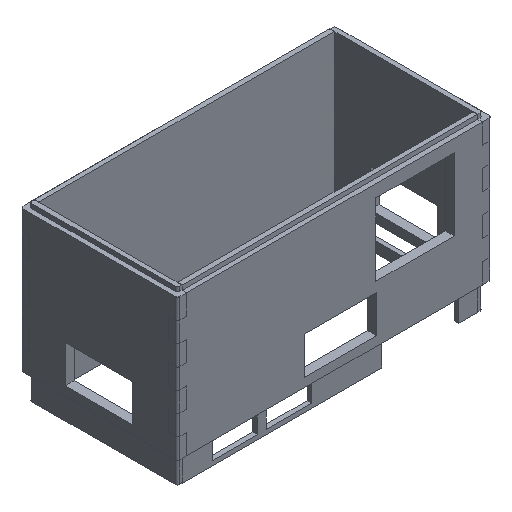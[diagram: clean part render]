
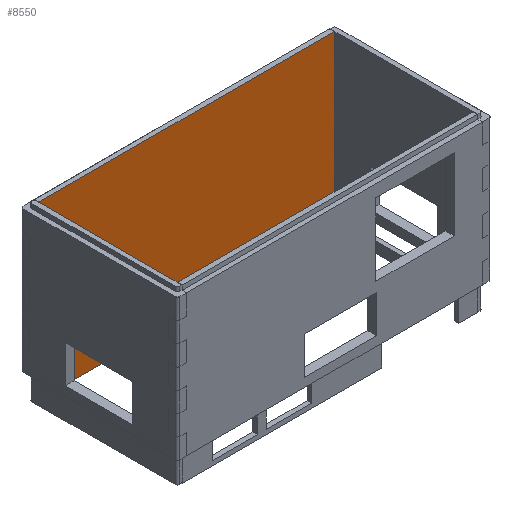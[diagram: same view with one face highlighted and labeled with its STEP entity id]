
A CAD part, isometric view. The second image highlights one B-rep face of the part: STEP entity #8550.
In plain terms, the highlighted planar face has unit normal (0, -1, 0).
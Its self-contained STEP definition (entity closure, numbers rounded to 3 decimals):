
#765=FACE_OUTER_BOUND('',#1216,.T.);
#1216=EDGE_LOOP('',(#6594,#6595,#6596,#6597,#6598,#6599,#6600,#6601,#6602,
#6603,#6604,#6605,#6606,#6607,#6608,#6609,#6610,#6611,#6612,#6613,#6614,
#6615,#6616,#6617,#6618,#6619,#6620,#6621));
#1731=LINE('',#12942,#2674);
#1737=LINE('',#12955,#2680);
#1741=LINE('',#12964,#2684);
#1747=LINE('',#12979,#2690);
#1750=LINE('',#12987,#2693);
#1753=LINE('',#12995,#2696);
#1756=LINE('',#13003,#2699);
#1759=LINE('',#13011,#2702);
#1762=LINE('',#13019,#2705);
#1764=LINE('',#13023,#2707);
#1820=LINE('',#13344,#2763);
#1821=LINE('',#13346,#2764);
#1822=LINE('',#13348,#2765);
#1827=LINE('',#13359,#2770);
#1829=LINE('',#13364,#2772);
#1832=LINE('',#13370,#2775);
#1835=LINE('',#13375,#2778);
#1837=LINE('',#13380,#2780);
#1842=LINE('',#13391,#2785);
#1844=LINE('',#13397,#2787);
#1846=LINE('',#13403,#2789);
#1849=LINE('',#13410,#2792);
#1851=LINE('',#13416,#2794);
#1853=LINE('',#13422,#2796);
#1856=LINE('',#13428,#2799);
#1859=LINE('',#13434,#2802);
#1860=LINE('',#13436,#2803);
#1861=LINE('',#13438,#2804);
#2674=VECTOR('',#9881,10.);
#2680=VECTOR('',#9889,10.);
#2684=VECTOR('',#9895,10.);
#2690=VECTOR('',#9905,10.);
#2693=VECTOR('',#9912,10.);
#2696=VECTOR('',#9919,10.);
#2699=VECTOR('',#9926,10.);
#2702=VECTOR('',#9933,10.);
#2705=VECTOR('',#9940,10.);
#2707=VECTOR('',#9944,10.);
#2763=VECTOR('',#10048,10.);
#2764=VECTOR('',#10051,10.);
#2765=VECTOR('',#10054,10.);
#2770=VECTOR('',#10065,10.);
#2772=VECTOR('',#10069,10.);
#2775=VECTOR('',#10074,10.);
#2778=VECTOR('',#10079,10.);
#2780=VECTOR('',#10083,10.);
#2785=VECTOR('',#10092,10.);
#2787=VECTOR('',#10098,10.);
#2789=VECTOR('',#10104,10.);
#2792=VECTOR('',#10111,10.);
#2794=VECTOR('',#10117,10.);
#2796=VECTOR('',#10123,10.);
#2799=VECTOR('',#10132,10.);
#2802=VECTOR('',#10141,10.);
#2803=VECTOR('',#10144,10.);
#2804=VECTOR('',#10147,10.);
#3644=VERTEX_POINT('',#12940);
#3645=VERTEX_POINT('',#12941);
#3650=VERTEX_POINT('',#12953);
#3651=VERTEX_POINT('',#12954);
#3654=VERTEX_POINT('',#12962);
#3655=VERTEX_POINT('',#12963);
#3661=VERTEX_POINT('',#12976);
#3662=VERTEX_POINT('',#12978);
#3665=VERTEX_POINT('',#12986);
#3668=VERTEX_POINT('',#12994);
#3671=VERTEX_POINT('',#13001);
#3674=VERTEX_POINT('',#13009);
#3677=VERTEX_POINT('',#13017);
#3678=VERTEX_POINT('',#13022);
#3782=VERTEX_POINT('',#13358);
#3783=VERTEX_POINT('',#13362);
#3784=VERTEX_POINT('',#13363);
#3785=VERTEX_POINT('',#13368);
#3786=VERTEX_POINT('',#13369);
#3787=VERTEX_POINT('',#13374);
#3788=VERTEX_POINT('',#13378);
#3789=VERTEX_POINT('',#13379);
#3793=VERTEX_POINT('',#13390);
#3795=VERTEX_POINT('',#13396);
#3797=VERTEX_POINT('',#13402);
#3799=VERTEX_POINT('',#13408);
#3801=VERTEX_POINT('',#13414);
#3803=VERTEX_POINT('',#13420);
#4635=EDGE_CURVE('',#3644,#3645,#1731,.T.);
#4641=EDGE_CURVE('',#3650,#3651,#1737,.T.);
#4645=EDGE_CURVE('',#3654,#3655,#1741,.T.);
#4652=EDGE_CURVE('',#3662,#3661,#1747,.T.);
#4656=EDGE_CURVE('',#3665,#3654,#1750,.T.);
#4660=EDGE_CURVE('',#3668,#3650,#1753,.T.);
#4664=EDGE_CURVE('',#3651,#3671,#1756,.T.);
#4668=EDGE_CURVE('',#3655,#3674,#1759,.T.);
#4672=EDGE_CURVE('',#3645,#3677,#1762,.T.);
#4674=EDGE_CURVE('',#3661,#3678,#1764,.T.);
#4784=EDGE_CURVE('',#3677,#3668,#1820,.T.);
#4785=EDGE_CURVE('',#3671,#3665,#1821,.T.);
#4786=EDGE_CURVE('',#3674,#3662,#1822,.T.);
#4791=EDGE_CURVE('',#3782,#3644,#1827,.T.);
#4793=EDGE_CURVE('',#3783,#3784,#1829,.T.);
#4796=EDGE_CURVE('',#3785,#3786,#1832,.T.);
#4799=EDGE_CURVE('',#3787,#3782,#1835,.T.);
#4801=EDGE_CURVE('',#3788,#3789,#1837,.T.);
#4807=EDGE_CURVE('',#3793,#3787,#1842,.T.);
#4810=EDGE_CURVE('',#3795,#3785,#1844,.T.);
#4813=EDGE_CURVE('',#3797,#3783,#1846,.T.);
#4817=EDGE_CURVE('',#3789,#3799,#1849,.T.);
#4820=EDGE_CURVE('',#3784,#3801,#1851,.T.);
#4823=EDGE_CURVE('',#3786,#3803,#1853,.T.);
#4826=EDGE_CURVE('',#3678,#3788,#1856,.T.);
#4829=EDGE_CURVE('',#3803,#3793,#1859,.T.);
#4830=EDGE_CURVE('',#3801,#3795,#1860,.T.);
#4831=EDGE_CURVE('',#3799,#3797,#1861,.T.);
#6594=ORIENTED_EDGE('',*,*,#4674,.T.);
#6595=ORIENTED_EDGE('',*,*,#4826,.T.);
#6596=ORIENTED_EDGE('',*,*,#4801,.T.);
#6597=ORIENTED_EDGE('',*,*,#4817,.T.);
#6598=ORIENTED_EDGE('',*,*,#4831,.T.);
#6599=ORIENTED_EDGE('',*,*,#4813,.T.);
#6600=ORIENTED_EDGE('',*,*,#4793,.T.);
#6601=ORIENTED_EDGE('',*,*,#4820,.T.);
#6602=ORIENTED_EDGE('',*,*,#4830,.T.);
#6603=ORIENTED_EDGE('',*,*,#4810,.T.);
#6604=ORIENTED_EDGE('',*,*,#4796,.T.);
#6605=ORIENTED_EDGE('',*,*,#4823,.T.);
#6606=ORIENTED_EDGE('',*,*,#4829,.T.);
#6607=ORIENTED_EDGE('',*,*,#4807,.T.);
#6608=ORIENTED_EDGE('',*,*,#4799,.T.);
#6609=ORIENTED_EDGE('',*,*,#4791,.T.);
#6610=ORIENTED_EDGE('',*,*,#4635,.T.);
#6611=ORIENTED_EDGE('',*,*,#4672,.T.);
#6612=ORIENTED_EDGE('',*,*,#4784,.T.);
#6613=ORIENTED_EDGE('',*,*,#4660,.T.);
#6614=ORIENTED_EDGE('',*,*,#4641,.T.);
#6615=ORIENTED_EDGE('',*,*,#4664,.T.);
#6616=ORIENTED_EDGE('',*,*,#4785,.T.);
#6617=ORIENTED_EDGE('',*,*,#4656,.T.);
#6618=ORIENTED_EDGE('',*,*,#4645,.T.);
#6619=ORIENTED_EDGE('',*,*,#4668,.T.);
#6620=ORIENTED_EDGE('',*,*,#4786,.T.);
#6621=ORIENTED_EDGE('',*,*,#4652,.T.);
#8192=PLANE('',#9078);
#8550=ADVANCED_FACE('',(#765),#8192,.T.);
#9078=AXIS2_PLACEMENT_3D('',#13437,#10145,#10146);
#9881=DIRECTION('',(0.,0.,-1.));
#9889=DIRECTION('',(0.,0.,-1.));
#9895=DIRECTION('',(0.,0.,-1.));
#9905=DIRECTION('',(1.,0.,0.));
#9912=DIRECTION('',(1.,0.,0.));
#9919=DIRECTION('',(1.,0.,0.));
#9926=DIRECTION('',(-1.,0.,0.));
#9933=DIRECTION('',(-1.,0.,0.));
#9940=DIRECTION('',(-1.,0.,0.));
#9944=DIRECTION('',(0.,0.,-1.));
#10048=DIRECTION('',(0.,0.,-1.));
#10051=DIRECTION('',(0.,0.,-1.));
#10054=DIRECTION('',(0.,0.,-1.));
#10065=DIRECTION('',(-1.,0.,0.));
#10069=DIRECTION('',(0.,0.,1.));
#10074=DIRECTION('',(0.,0.,1.));
#10079=DIRECTION('',(0.,0.,1.));
#10083=DIRECTION('',(0.,0.,1.));
#10092=DIRECTION('',(-1.,0.,0.));
#10098=DIRECTION('',(-1.,0.,0.));
#10104=DIRECTION('',(-1.,0.,0.));
#10111=DIRECTION('',(1.,0.,0.));
#10117=DIRECTION('',(1.,0.,0.));
#10123=DIRECTION('',(1.,0.,0.));
#10132=DIRECTION('',(1.,0.,0.));
#10141=DIRECTION('',(0.,0.,1.));
#10144=DIRECTION('',(0.,0.,1.));
#10145=DIRECTION('center_axis',(0.,-1.,0.));
#10146=DIRECTION('ref_axis',(1.,0.,0.));
#10147=DIRECTION('',(0.,0.,1.));
#12940=CARTESIAN_POINT('',(0.5,32.,39.75));
#12941=CARTESIAN_POINT('',(0.5,32.,34.24));
#12942=CARTESIAN_POINT('',(0.5,32.,2.45));
#12953=CARTESIAN_POINT('',(0.5,32.,29.74));
#12954=CARTESIAN_POINT('',(0.5,32.,25.24));
#12955=CARTESIAN_POINT('',(0.5,32.,2.45));
#12962=CARTESIAN_POINT('',(0.5,32.,20.74));
#12963=CARTESIAN_POINT('',(0.5,32.,16.24));
#12964=CARTESIAN_POINT('',(0.5,32.,2.45));
#12976=CARTESIAN_POINT('',(0.5,32.,11.74));
#12978=CARTESIAN_POINT('',(-1.5,32.,11.74));
#12979=CARTESIAN_POINT('',(0.5,32.,11.74));
#12986=CARTESIAN_POINT('',(-1.5,32.,20.74));
#12987=CARTESIAN_POINT('',(0.5,32.,20.74));
#12994=CARTESIAN_POINT('',(-1.5,32.,29.74));
#12995=CARTESIAN_POINT('',(0.5,32.,29.74));
#13001=CARTESIAN_POINT('',(-1.5,32.,25.24));
#13003=CARTESIAN_POINT('',(0.5,32.,25.24));
#13009=CARTESIAN_POINT('',(-1.5,32.,16.24));
#13011=CARTESIAN_POINT('',(0.5,32.,16.24));
#13017=CARTESIAN_POINT('',(-1.5,32.,34.24));
#13019=CARTESIAN_POINT('',(0.5,32.,34.24));
#13022=CARTESIAN_POINT('',(0.5,32.,1.45));
#13023=CARTESIAN_POINT('',(0.5,32.,2.45));
#13344=CARTESIAN_POINT('',(-1.5,32.,29.675));
#13346=CARTESIAN_POINT('',(-1.5,32.,29.675));
#13348=CARTESIAN_POINT('',(-1.5,32.,29.675));
#13358=CARTESIAN_POINT('',(66.5,32.,39.75));
#13359=CARTESIAN_POINT('',(33.5,32.,39.75));
#13362=CARTESIAN_POINT('',(66.5,32.,16.24));
#13363=CARTESIAN_POINT('',(66.5,32.,20.74));
#13364=CARTESIAN_POINT('',(66.5,32.,2.45));
#13368=CARTESIAN_POINT('',(66.5,32.,25.24));
#13369=CARTESIAN_POINT('',(66.5,32.,29.74));
#13370=CARTESIAN_POINT('',(66.5,32.,2.45));
#13374=CARTESIAN_POINT('',(66.5,32.,34.24));
#13375=CARTESIAN_POINT('',(66.5,32.,2.45));
#13378=CARTESIAN_POINT('',(66.5,32.,1.45));
#13379=CARTESIAN_POINT('',(66.5,32.,11.74));
#13380=CARTESIAN_POINT('',(66.5,32.,2.45));
#13390=CARTESIAN_POINT('',(68.5,32.,34.24));
#13391=CARTESIAN_POINT('',(33.5,32.,34.24));
#13396=CARTESIAN_POINT('',(68.5,32.,25.24));
#13397=CARTESIAN_POINT('',(33.5,32.,25.24));
#13402=CARTESIAN_POINT('',(68.5,32.,16.24));
#13403=CARTESIAN_POINT('',(33.5,32.,16.24));
#13408=CARTESIAN_POINT('',(68.5,32.,11.74));
#13410=CARTESIAN_POINT('',(33.5,32.,11.74));
#13414=CARTESIAN_POINT('',(68.5,32.,20.74));
#13416=CARTESIAN_POINT('',(33.5,32.,20.74));
#13420=CARTESIAN_POINT('',(68.5,32.,29.74));
#13422=CARTESIAN_POINT('',(33.5,32.,29.74));
#13428=CARTESIAN_POINT('',(33.5,32.,1.45));
#13434=CARTESIAN_POINT('',(68.5,32.,29.675));
#13436=CARTESIAN_POINT('',(68.5,32.,29.675));
#13437=CARTESIAN_POINT('Origin',(0.5,32.,2.45));
#13438=CARTESIAN_POINT('',(68.5,32.,29.675));
